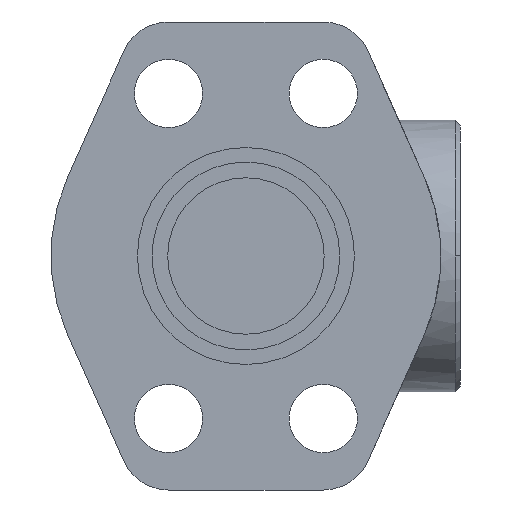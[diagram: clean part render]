
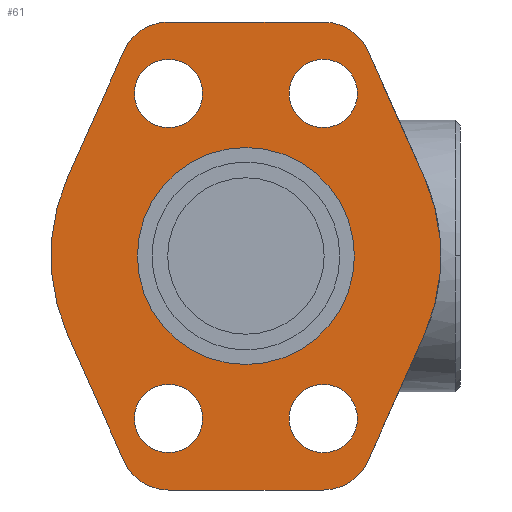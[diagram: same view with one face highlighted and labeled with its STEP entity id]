
A CAD part, front view. The second image highlights one B-rep face of the part: STEP entity #61.
In plain terms, the highlighted planar face has unit normal (0, -1, 0).
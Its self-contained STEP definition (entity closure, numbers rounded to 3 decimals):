
#61=ADVANCED_FACE('',(#123,#124,#125,#126,#127,#128),#129,.F.);
#123=FACE_BOUND('',#225,.T.);
#124=FACE_OUTER_BOUND('',#226,.T.);
#125=FACE_BOUND('',#227,.T.);
#126=FACE_BOUND('',#228,.T.);
#127=FACE_BOUND('',#229,.T.);
#128=FACE_BOUND('',#230,.T.);
#129=PLANE('',#231);
#225=EDGE_LOOP('',(#405,#406));
#226=EDGE_LOOP('',(#407,#408,#409,#410,#411,#412,#413,#414,#415,#416,#417,#418));
#227=EDGE_LOOP('',(#419,#420));
#228=EDGE_LOOP('',(#421,#422));
#229=EDGE_LOOP('',(#423,#424));
#230=EDGE_LOOP('',(#425,#426));
#231=AXIS2_PLACEMENT_3D('',#427,#428,#429);
#405=ORIENTED_EDGE('',*,*,#712,.T.);
#406=ORIENTED_EDGE('',*,*,#705,.T.);
#407=ORIENTED_EDGE('',*,*,#714,.F.);
#408=ORIENTED_EDGE('',*,*,#715,.F.);
#409=ORIENTED_EDGE('',*,*,#716,.T.);
#410=ORIENTED_EDGE('',*,*,#717,.F.);
#411=ORIENTED_EDGE('',*,*,#718,.T.);
#412=ORIENTED_EDGE('',*,*,#719,.F.);
#413=ORIENTED_EDGE('',*,*,#720,.F.);
#414=ORIENTED_EDGE('',*,*,#721,.F.);
#415=ORIENTED_EDGE('',*,*,#722,.T.);
#416=ORIENTED_EDGE('',*,*,#723,.F.);
#417=ORIENTED_EDGE('',*,*,#724,.T.);
#418=ORIENTED_EDGE('',*,*,#725,.F.);
#419=ORIENTED_EDGE('',*,*,#726,.T.);
#420=ORIENTED_EDGE('',*,*,#689,.T.);
#421=ORIENTED_EDGE('',*,*,#727,.T.);
#422=ORIENTED_EDGE('',*,*,#693,.T.);
#423=ORIENTED_EDGE('',*,*,#728,.T.);
#424=ORIENTED_EDGE('',*,*,#697,.T.);
#425=ORIENTED_EDGE('',*,*,#729,.T.);
#426=ORIENTED_EDGE('',*,*,#701,.T.);
#427=CARTESIAN_POINT('',(0.,0.,0.));
#428=DIRECTION('',(0.,1.0,0.));
#429=DIRECTION('',(0.,0.0,-1.0));
#689=EDGE_CURVE('',#824,#828,#830,.T.);
#693=EDGE_CURVE('',#832,#836,#838,.T.);
#697=EDGE_CURVE('',#840,#844,#846,.T.);
#701=EDGE_CURVE('',#848,#852,#854,.T.);
#705=EDGE_CURVE('',#856,#860,#862,.T.);
#712=EDGE_CURVE('',#860,#856,#873,.T.);
#714=EDGE_CURVE('',#875,#876,#877,.T.);
#715=EDGE_CURVE('',#878,#875,#879,.T.);
#716=EDGE_CURVE('',#878,#880,#881,.T.);
#717=EDGE_CURVE('',#882,#880,#883,.T.);
#718=EDGE_CURVE('',#882,#884,#885,.T.);
#719=EDGE_CURVE('',#886,#884,#887,.T.);
#720=EDGE_CURVE('',#888,#886,#889,.T.);
#721=EDGE_CURVE('',#890,#888,#891,.T.);
#722=EDGE_CURVE('',#890,#892,#893,.T.);
#723=EDGE_CURVE('',#894,#892,#895,.T.);
#724=EDGE_CURVE('',#894,#896,#897,.T.);
#725=EDGE_CURVE('',#876,#896,#898,.T.);
#726=EDGE_CURVE('',#828,#824,#899,.T.);
#727=EDGE_CURVE('',#836,#832,#900,.T.);
#728=EDGE_CURVE('',#844,#840,#901,.T.);
#729=EDGE_CURVE('',#852,#848,#902,.T.);
#824=VERTEX_POINT('',#1035);
#828=VERTEX_POINT('',#1040);
#830=CIRCLE('',#1043,7.0);
#832=VERTEX_POINT('',#1045);
#836=VERTEX_POINT('',#1050);
#838=CIRCLE('',#1053,7.0);
#840=VERTEX_POINT('',#1055);
#844=VERTEX_POINT('',#1060);
#846=CIRCLE('',#1063,7.0);
#848=VERTEX_POINT('',#1065);
#852=VERTEX_POINT('',#1070);
#854=CIRCLE('',#1073,7.0);
#856=VERTEX_POINT('',#1075);
#860=VERTEX_POINT('',#1080);
#862=CIRCLE('',#1083,22.26);
#873=CIRCLE('',#1096,22.26);
#875=VERTEX_POINT('',#1098);
#876=VERTEX_POINT('',#1099);
#877=LINE('',#1100,#1101);
#878=VERTEX_POINT('',#1102);
#879=CIRCLE('',#1103,40.0);
#880=VERTEX_POINT('',#1104);
#881=LINE('',#1105,#1106);
#882=VERTEX_POINT('',#1107);
#883=CIRCLE('',#1108,10.0);
#884=VERTEX_POINT('',#1109);
#885=LINE('',#1110,#1111);
#886=VERTEX_POINT('',#1112);
#887=CIRCLE('',#1113,10.0);
#888=VERTEX_POINT('',#1114);
#889=LINE('',#1115,#1116);
#890=VERTEX_POINT('',#1117);
#891=CIRCLE('',#1118,40.0);
#892=VERTEX_POINT('',#1119);
#893=LINE('',#1120,#1121);
#894=VERTEX_POINT('',#1122);
#895=CIRCLE('',#1123,10.0);
#896=VERTEX_POINT('',#1124);
#897=LINE('',#1125,#1126);
#898=CIRCLE('',#1127,10.0);
#899=CIRCLE('',#1128,7.0);
#900=CIRCLE('',#1129,7.0);
#901=CIRCLE('',#1130,7.0);
#902=CIRCLE('',#1131,7.0);
#1035=CARTESIAN_POINT('',(-8.875,0.,-33.34));
#1040=CARTESIAN_POINT('',(-22.875,0.,-33.34));
#1043=AXIS2_PLACEMENT_3D('',#1433,#1434,#1435);
#1045=CARTESIAN_POINT('',(22.875,0.,-33.34));
#1050=CARTESIAN_POINT('',(8.875,0.,-33.34));
#1053=AXIS2_PLACEMENT_3D('',#1441,#1442,#1443);
#1055=CARTESIAN_POINT('',(-8.875,0.,33.34));
#1060=CARTESIAN_POINT('',(-22.875,0.,33.34));
#1063=AXIS2_PLACEMENT_3D('',#1449,#1450,#1451);
#1065=CARTESIAN_POINT('',(22.875,0.,33.34));
#1070=CARTESIAN_POINT('',(8.875,0.,33.34));
#1073=AXIS2_PLACEMENT_3D('',#1457,#1458,#1459);
#1075=CARTESIAN_POINT('',(-22.26,0.,0.));
#1080=CARTESIAN_POINT('',(22.26,0.,0.));
#1083=AXIS2_PLACEMENT_3D('',#1465,#1466,#1467);
#1096=AXIS2_PLACEMENT_3D('',#1482,#1483,#1484);
#1098=CARTESIAN_POINT('',(-36.518,0.,16.323));
#1099=CARTESIAN_POINT('',(-25.004,0.,42.081));
#1100=CARTESIAN_POINT('',(-36.518,0.,16.323));
#1101=VECTOR('',#1488,1.0);
#1102=CARTESIAN_POINT('',(-36.518,0.,-16.323));
#1103=AXIS2_PLACEMENT_3D('',#1489,#1490,#1491);
#1104=CARTESIAN_POINT('',(-25.004,0.,-42.081));
#1105=CARTESIAN_POINT('',(-36.518,0.,-16.323));
#1106=VECTOR('',#1492,1.0);
#1107=CARTESIAN_POINT('',(-15.875,0.,-48.0));
#1108=AXIS2_PLACEMENT_3D('',#1493,#1494,#1495);
#1109=CARTESIAN_POINT('',(15.875,0.,-48.0));
#1110=CARTESIAN_POINT('',(-15.875,0.,-48.0));
#1111=VECTOR('',#1496,1.0);
#1112=CARTESIAN_POINT('',(25.004,0.,-42.081));
#1113=AXIS2_PLACEMENT_3D('',#1497,#1498,#1499);
#1114=CARTESIAN_POINT('',(36.518,0.,-16.323));
#1115=CARTESIAN_POINT('',(36.518,0.,-16.323));
#1116=VECTOR('',#1500,1.0);
#1117=CARTESIAN_POINT('',(36.518,0.,16.323));
#1118=AXIS2_PLACEMENT_3D('',#1501,#1502,#1503);
#1119=CARTESIAN_POINT('',(25.004,0.,42.081));
#1120=CARTESIAN_POINT('',(36.518,0.,16.323));
#1121=VECTOR('',#1504,1.0);
#1122=CARTESIAN_POINT('',(15.875,0.,48.0));
#1123=AXIS2_PLACEMENT_3D('',#1505,#1506,#1507);
#1124=CARTESIAN_POINT('',(-15.875,0.,48.0));
#1125=CARTESIAN_POINT('',(15.875,0.,48.0));
#1126=VECTOR('',#1508,1.0);
#1127=AXIS2_PLACEMENT_3D('',#1509,#1510,#1511);
#1128=AXIS2_PLACEMENT_3D('',#1512,#1513,#1514);
#1129=AXIS2_PLACEMENT_3D('',#1515,#1516,#1517);
#1130=AXIS2_PLACEMENT_3D('',#1518,#1519,#1520);
#1131=AXIS2_PLACEMENT_3D('',#1521,#1522,#1523);
#1433=CARTESIAN_POINT('',(-15.875,0.0,-33.34));
#1434=DIRECTION('',(0.,1.0,0.));
#1435=DIRECTION('',(1.0,0.,0.));
#1441=CARTESIAN_POINT('',(15.875,0.0,-33.34));
#1442=DIRECTION('',(0.,1.0,0.));
#1443=DIRECTION('',(1.0,0.,0.));
#1449=CARTESIAN_POINT('',(-15.875,0.0,33.34));
#1450=DIRECTION('',(0.,1.0,0.));
#1451=DIRECTION('',(1.0,0.,0.));
#1457=CARTESIAN_POINT('',(15.875,0.0,33.34));
#1458=DIRECTION('',(0.,1.0,0.));
#1459=DIRECTION('',(1.0,0.,0.));
#1465=CARTESIAN_POINT('',(0.0,0.0,0.0));
#1466=DIRECTION('',(0.,1.0,0.));
#1467=DIRECTION('',(-1.0,0.,0.));
#1482=CARTESIAN_POINT('',(0.0,0.0,0.0));
#1483=DIRECTION('',(0.,1.0,0.));
#1484=DIRECTION('',(-1.0,0.,0.));
#1488=DIRECTION('',(0.408,0.,0.913));
#1489=CARTESIAN_POINT('',(0.0,0.0,0.0));
#1490=DIRECTION('',(0.,1.0,0.));
#1491=DIRECTION('',(0.,0.0,-1.0));
#1492=DIRECTION('',(0.408,0.,-0.913));
#1493=CARTESIAN_POINT('',(-15.875,0.,-38.0));
#1494=DIRECTION('',(0.,1.0,0.));
#1495=DIRECTION('',(0.,0.0,-1.0));
#1496=DIRECTION('',(1.0,0.,0.));
#1497=CARTESIAN_POINT('',(15.875,0.,-38.0));
#1498=DIRECTION('',(0.,1.0,0.));
#1499=DIRECTION('',(0.,0.0,-1.0));
#1500=DIRECTION('',(-0.408,0.,-0.913));
#1501=CARTESIAN_POINT('',(0.0,0.0,0.0));
#1502=DIRECTION('',(0.,1.0,0.));
#1503=DIRECTION('',(0.,0.0,-1.0));
#1504=DIRECTION('',(-0.408,0.,0.913));
#1505=CARTESIAN_POINT('',(15.875,0.,38.0));
#1506=DIRECTION('',(0.,1.0,0.));
#1507=DIRECTION('',(0.,0.0,-1.0));
#1508=DIRECTION('',(-1.0,0.,0.));
#1509=CARTESIAN_POINT('',(-15.875,0.,38.0));
#1510=DIRECTION('',(0.,1.0,0.));
#1511=DIRECTION('',(0.,0.0,-1.0));
#1512=CARTESIAN_POINT('',(-15.875,0.0,-33.34));
#1513=DIRECTION('',(0.,1.0,0.));
#1514=DIRECTION('',(1.0,0.,0.));
#1515=CARTESIAN_POINT('',(15.875,0.0,-33.34));
#1516=DIRECTION('',(0.,1.0,0.));
#1517=DIRECTION('',(1.0,0.,0.));
#1518=CARTESIAN_POINT('',(-15.875,0.0,33.34));
#1519=DIRECTION('',(0.,1.0,0.));
#1520=DIRECTION('',(1.0,0.,0.));
#1521=CARTESIAN_POINT('',(15.875,0.0,33.34));
#1522=DIRECTION('',(0.,1.0,0.));
#1523=DIRECTION('',(1.0,0.,0.));
